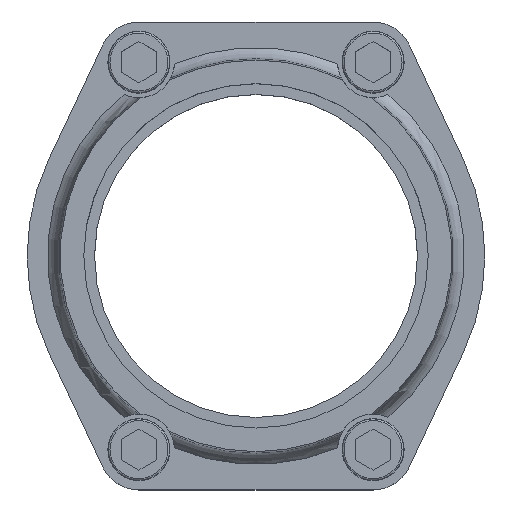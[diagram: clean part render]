
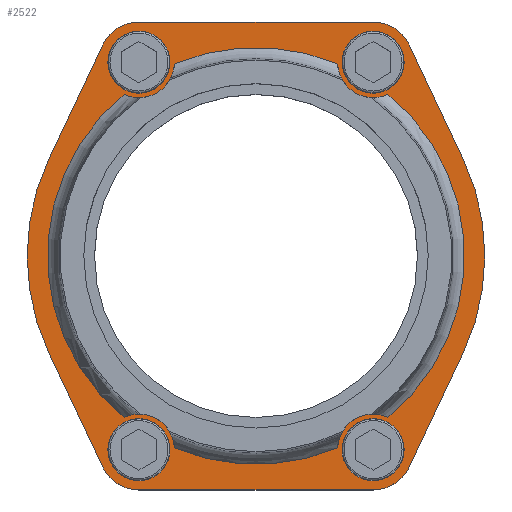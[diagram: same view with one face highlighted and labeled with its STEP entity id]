
A CAD part, top view. The second image highlights one B-rep face of the part: STEP entity #2522.
In plain terms, the highlighted planar face has unit normal (0, 0, 1).
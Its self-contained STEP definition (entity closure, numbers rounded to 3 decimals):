
#65=LINE('',#3439,#169);
#69=LINE('',#3449,#173);
#72=LINE('',#3457,#176);
#75=LINE('',#3465,#179);
#78=LINE('',#3473,#182);
#81=LINE('',#3481,#185);
#169=VECTOR('',#2896,1000.);
#173=VECTOR('',#2906,1000.);
#176=VECTOR('',#2915,1000.);
#179=VECTOR('',#2924,1000.);
#182=VECTOR('',#2933,1000.);
#185=VECTOR('',#2942,1000.);
#274=PLANE('',#2674);
#406=ORIENTED_EDGE('',*,*,#812,.F.);
#407=ORIENTED_EDGE('',*,*,#813,.F.);
#408=ORIENTED_EDGE('',*,*,#814,.F.);
#409=ORIENTED_EDGE('',*,*,#815,.F.);
#410=ORIENTED_EDGE('',*,*,#790,.T.);
#411=ORIENTED_EDGE('',*,*,#792,.T.);
#412=ORIENTED_EDGE('',*,*,#794,.T.);
#413=ORIENTED_EDGE('',*,*,#796,.T.);
#414=ORIENTED_EDGE('',*,*,#798,.T.);
#415=ORIENTED_EDGE('',*,*,#800,.T.);
#416=ORIENTED_EDGE('',*,*,#802,.T.);
#417=ORIENTED_EDGE('',*,*,#804,.T.);
#418=ORIENTED_EDGE('',*,*,#806,.T.);
#419=ORIENTED_EDGE('',*,*,#811,.T.);
#420=ORIENTED_EDGE('',*,*,#785,.T.);
#421=ORIENTED_EDGE('',*,*,#788,.T.);
#422=ORIENTED_EDGE('',*,*,#816,.F.);
#423=ORIENTED_EDGE('',*,*,#817,.T.);
#424=ORIENTED_EDGE('',*,*,#818,.F.);
#425=ORIENTED_EDGE('',*,*,#819,.T.);
#426=ORIENTED_EDGE('',*,*,#820,.F.);
#427=ORIENTED_EDGE('',*,*,#821,.T.);
#428=ORIENTED_EDGE('',*,*,#822,.F.);
#429=ORIENTED_EDGE('',*,*,#823,.T.);
#785=EDGE_CURVE('',#1003,#1002,#65,.T.);
#788=EDGE_CURVE('',#1002,#1004,#1162,.T.);
#790=EDGE_CURVE('',#1004,#1005,#69,.T.);
#792=EDGE_CURVE('',#1005,#1006,#1163,.T.);
#794=EDGE_CURVE('',#1006,#1007,#72,.T.);
#796=EDGE_CURVE('',#1007,#1008,#1164,.T.);
#798=EDGE_CURVE('',#1008,#1009,#75,.T.);
#800=EDGE_CURVE('',#1009,#1010,#1165,.T.);
#802=EDGE_CURVE('',#1010,#1011,#78,.T.);
#804=EDGE_CURVE('',#1011,#1012,#1166,.T.);
#806=EDGE_CURVE('',#1012,#1013,#81,.T.);
#811=EDGE_CURVE('',#1013,#1003,#1171,.T.);
#812=EDGE_CURVE('',#1018,#1018,#1172,.T.);
#813=EDGE_CURVE('',#1019,#1019,#1173,.T.);
#814=EDGE_CURVE('',#1020,#1020,#1174,.T.);
#815=EDGE_CURVE('',#1021,#1021,#1175,.T.);
#816=EDGE_CURVE('',#1022,#1023,#1176,.T.);
#817=EDGE_CURVE('',#1022,#1024,#1177,.T.);
#818=EDGE_CURVE('',#1025,#1024,#1178,.T.);
#819=EDGE_CURVE('',#1025,#1026,#1179,.T.);
#820=EDGE_CURVE('',#1027,#1026,#1180,.T.);
#821=EDGE_CURVE('',#1027,#1028,#1181,.T.);
#822=EDGE_CURVE('',#1029,#1028,#1182,.T.);
#823=EDGE_CURVE('',#1029,#1023,#1183,.T.);
#1002=VERTEX_POINT('',#3438);
#1003=VERTEX_POINT('',#3440);
#1004=VERTEX_POINT('',#3444);
#1005=VERTEX_POINT('',#3448);
#1006=VERTEX_POINT('',#3452);
#1007=VERTEX_POINT('',#3456);
#1008=VERTEX_POINT('',#3460);
#1009=VERTEX_POINT('',#3464);
#1010=VERTEX_POINT('',#3468);
#1011=VERTEX_POINT('',#3472);
#1012=VERTEX_POINT('',#3476);
#1013=VERTEX_POINT('',#3480);
#1018=VERTEX_POINT('',#3498);
#1019=VERTEX_POINT('',#3500);
#1020=VERTEX_POINT('',#3502);
#1021=VERTEX_POINT('',#3504);
#1022=VERTEX_POINT('',#3506);
#1023=VERTEX_POINT('',#3507);
#1024=VERTEX_POINT('',#3509);
#1025=VERTEX_POINT('',#3511);
#1026=VERTEX_POINT('',#3513);
#1027=VERTEX_POINT('',#3515);
#1028=VERTEX_POINT('',#3517);
#1029=VERTEX_POINT('',#3519);
#1162=CIRCLE('',#2650,90.);
#1163=CIRCLE('',#2653,15.8);
#1164=CIRCLE('',#2656,15.8);
#1165=CIRCLE('',#2659,90.);
#1166=CIRCLE('',#2662,15.8);
#1171=CIRCLE('',#2673,15.8);
#1172=CIRCLE('',#2675,12.2);
#1173=CIRCLE('',#2676,12.2);
#1174=CIRCLE('',#2677,12.2);
#1175=CIRCLE('',#2678,12.2);
#1176=CIRCLE('',#2679,82.);
#1177=CIRCLE('',#2680,14.);
#1178=CIRCLE('',#2681,82.);
#1179=CIRCLE('',#2682,14.);
#1180=CIRCLE('',#2683,82.);
#1181=CIRCLE('',#2684,14.);
#1182=CIRCLE('',#2685,82.);
#1183=CIRCLE('',#2686,14.);
#1277=EDGE_LOOP('',(#406));
#1278=EDGE_LOOP('',(#407));
#1279=EDGE_LOOP('',(#408));
#1280=EDGE_LOOP('',(#409));
#1281=EDGE_LOOP('',(#410,#411,#412,#413,#414,#415,#416,#417,#418,#419,#420,
#421));
#1282=EDGE_LOOP('',(#422,#423,#424,#425,#426,#427,#428,#429));
#1465=FACE_BOUND('',#1277,.T.);
#1466=FACE_BOUND('',#1278,.T.);
#1467=FACE_BOUND('',#1279,.T.);
#1468=FACE_BOUND('',#1280,.T.);
#1469=FACE_BOUND('',#1281,.T.);
#1470=FACE_BOUND('',#1282,.T.);
#2522=ADVANCED_FACE('',(#1465,#1466,#1467,#1468,#1469,#1470),#274,.T.);
#2650=AXIS2_PLACEMENT_3D('',#3445,#2901,#2902);
#2653=AXIS2_PLACEMENT_3D('',#3453,#2910,#2911);
#2656=AXIS2_PLACEMENT_3D('',#3461,#2919,#2920);
#2659=AXIS2_PLACEMENT_3D('',#3469,#2928,#2929);
#2662=AXIS2_PLACEMENT_3D('',#3477,#2937,#2938);
#2673=AXIS2_PLACEMENT_3D('',#3495,#2961,#2962);
#2674=AXIS2_PLACEMENT_3D('',#3496,#2963,#2964);
#2675=AXIS2_PLACEMENT_3D('',#3497,#2965,#2966);
#2676=AXIS2_PLACEMENT_3D('',#3499,#2967,#2968);
#2677=AXIS2_PLACEMENT_3D('',#3501,#2969,#2970);
#2678=AXIS2_PLACEMENT_3D('',#3503,#2971,#2972);
#2679=AXIS2_PLACEMENT_3D('',#3505,#2973,#2974);
#2680=AXIS2_PLACEMENT_3D('',#3508,#2975,#2976);
#2681=AXIS2_PLACEMENT_3D('',#3510,#2977,#2978);
#2682=AXIS2_PLACEMENT_3D('',#3512,#2979,#2980);
#2683=AXIS2_PLACEMENT_3D('',#3514,#2981,#2982);
#2684=AXIS2_PLACEMENT_3D('',#3516,#2983,#2984);
#2685=AXIS2_PLACEMENT_3D('',#3518,#2985,#2986);
#2686=AXIS2_PLACEMENT_3D('',#3520,#2987,#2988);
#2896=DIRECTION('',(-0.427,-0.904,0.));
#2901=DIRECTION('',(0.,0.,1.));
#2902=DIRECTION('',(1.,0.,0.));
#2906=DIRECTION('',(0.427,-0.904,0.));
#2910=DIRECTION('',(0.,0.,1.));
#2911=DIRECTION('',(1.,0.,0.));
#2915=DIRECTION('',(1.,0.,0.));
#2919=DIRECTION('',(0.,0.,1.));
#2920=DIRECTION('',(1.,0.,0.));
#2924=DIRECTION('',(0.427,0.904,0.));
#2928=DIRECTION('',(0.,0.,1.));
#2929=DIRECTION('',(1.,0.,0.));
#2933=DIRECTION('',(-0.427,0.904,0.));
#2937=DIRECTION('',(0.,0.,1.));
#2938=DIRECTION('',(1.,0.,0.));
#2942=DIRECTION('',(-1.,0.,0.));
#2961=DIRECTION('',(0.,0.,1.));
#2962=DIRECTION('',(1.,0.,0.));
#2963=DIRECTION('',(0.,0.,1.));
#2964=DIRECTION('',(1.,0.,0.));
#2965=DIRECTION('',(0.,0.,1.));
#2966=DIRECTION('',(1.,0.,0.));
#2967=DIRECTION('',(0.,0.,1.));
#2968=DIRECTION('',(1.,0.,0.));
#2969=DIRECTION('',(0.,0.,1.));
#2970=DIRECTION('',(1.,0.,0.));
#2971=DIRECTION('',(0.,0.,1.));
#2972=DIRECTION('',(1.,0.,0.));
#2973=DIRECTION('',(0.,0.,1.));
#2974=DIRECTION('',(1.,0.,0.));
#2975=DIRECTION('',(0.,0.,1.));
#2976=DIRECTION('',(1.,0.,0.));
#2977=DIRECTION('',(0.,0.,1.));
#2978=DIRECTION('',(1.,0.,0.));
#2979=DIRECTION('',(0.,0.,1.));
#2980=DIRECTION('',(1.,0.,0.));
#2981=DIRECTION('',(0.,0.,1.));
#2982=DIRECTION('',(1.,0.,0.));
#2983=DIRECTION('',(0.,0.,1.));
#2984=DIRECTION('',(1.,0.,0.));
#2985=DIRECTION('',(0.,0.,1.));
#2986=DIRECTION('',(1.,0.,0.));
#2987=DIRECTION('',(0.,0.,1.));
#2988=DIRECTION('',(1.,0.,0.));
#3438=CARTESIAN_POINT('',(-81.366,38.466,28.));
#3439=CARTESIAN_POINT('',(-60.334,82.953,28.));
#3440=CARTESIAN_POINT('',(-60.334,82.953,28.));
#3444=CARTESIAN_POINT('',(-81.366,-38.466,28.));
#3445=CARTESIAN_POINT('',(0.,0.,28.));
#3448=CARTESIAN_POINT('',(-60.334,-82.953,28.));
#3449=CARTESIAN_POINT('',(-81.366,-38.466,28.));
#3452=CARTESIAN_POINT('',(-46.05,-92.,28.));
#3453=CARTESIAN_POINT('',(-46.05,-76.2,28.));
#3456=CARTESIAN_POINT('',(46.05,-92.,28.));
#3457=CARTESIAN_POINT('',(-46.05,-92.,28.));
#3460=CARTESIAN_POINT('',(60.334,-82.953,28.));
#3461=CARTESIAN_POINT('',(46.05,-76.2,28.));
#3464=CARTESIAN_POINT('',(81.366,-38.466,28.));
#3465=CARTESIAN_POINT('',(60.334,-82.953,28.));
#3468=CARTESIAN_POINT('',(81.366,38.466,28.));
#3469=CARTESIAN_POINT('',(0.,0.,28.));
#3472=CARTESIAN_POINT('',(60.334,82.953,28.));
#3473=CARTESIAN_POINT('',(81.366,38.466,28.));
#3476=CARTESIAN_POINT('',(46.05,92.,28.));
#3477=CARTESIAN_POINT('',(46.05,76.2,28.));
#3480=CARTESIAN_POINT('',(-46.05,92.,28.));
#3481=CARTESIAN_POINT('',(46.05,92.,28.));
#3495=CARTESIAN_POINT('',(-46.05,76.2,28.));
#3496=CARTESIAN_POINT('',(0.,0.,28.));
#3497=CARTESIAN_POINT('',(46.05,-76.2,28.));
#3498=CARTESIAN_POINT('',(58.25,-76.2,28.));
#3499=CARTESIAN_POINT('',(-46.05,-76.2,28.));
#3500=CARTESIAN_POINT('',(-33.85,-76.2,28.));
#3501=CARTESIAN_POINT('',(-46.05,76.2,28.));
#3502=CARTESIAN_POINT('',(-33.85,76.2,28.));
#3503=CARTESIAN_POINT('',(46.05,76.2,28.));
#3504=CARTESIAN_POINT('',(58.25,76.2,28.));
#3505=CARTESIAN_POINT('',(0.,0.,28.));
#3506=CARTESIAN_POINT('',(-51.904,63.482,28.));
#3507=CARTESIAN_POINT('',(-51.904,-63.482,28.));
#3508=CARTESIAN_POINT('',(-46.05,76.2,28.));
#3509=CARTESIAN_POINT('',(-32.069,75.469,28.));
#3510=CARTESIAN_POINT('',(0.,0.,28.));
#3511=CARTESIAN_POINT('',(32.069,75.469,28.));
#3512=CARTESIAN_POINT('',(46.05,76.2,28.));
#3513=CARTESIAN_POINT('',(51.904,63.482,28.));
#3514=CARTESIAN_POINT('',(0.,0.,28.));
#3515=CARTESIAN_POINT('',(51.904,-63.482,28.));
#3516=CARTESIAN_POINT('',(46.05,-76.2,28.));
#3517=CARTESIAN_POINT('',(32.069,-75.469,28.));
#3518=CARTESIAN_POINT('',(0.,0.,28.));
#3519=CARTESIAN_POINT('',(-32.069,-75.469,28.));
#3520=CARTESIAN_POINT('',(-46.05,-76.2,28.));
